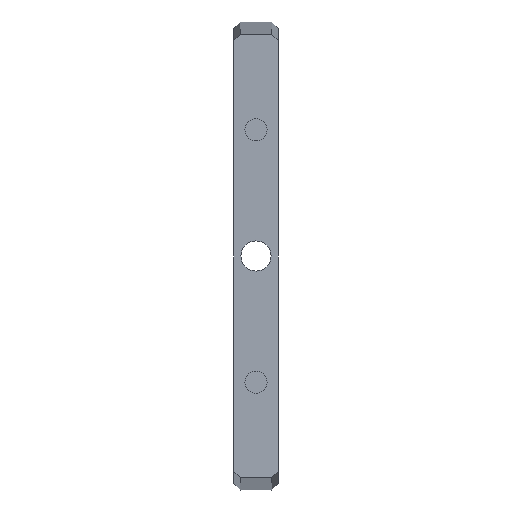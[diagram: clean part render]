
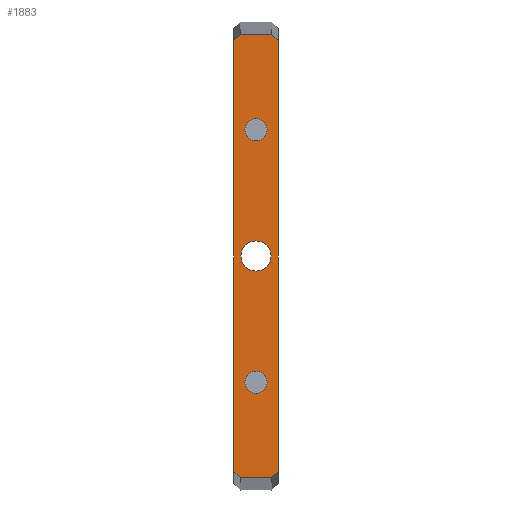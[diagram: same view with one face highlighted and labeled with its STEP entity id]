
A CAD part, left-side view. The second image highlights one B-rep face of the part: STEP entity #1883.
In plain terms, the highlighted planar face has unit normal (-1, 0, 0).
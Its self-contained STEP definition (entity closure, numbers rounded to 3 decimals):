
#15=(
BOUNDED_CURVE()
B_SPLINE_CURVE(2,(#3230,#3231,#3232),.UNSPECIFIED.,.F.,.F.)
B_SPLINE_CURVE_WITH_KNOTS((3,3),(1.698,1.983),
 .UNSPECIFIED.)
CURVE()
GEOMETRIC_REPRESENTATION_ITEM()
RATIONAL_B_SPLINE_CURVE((1.,1.,1.))
REPRESENTATION_ITEM('')
);
#17=(
BOUNDED_CURVE()
B_SPLINE_CURVE(2,(#3241,#3242,#3243),.UNSPECIFIED.,.F.,.F.)
B_SPLINE_CURVE_WITH_KNOTS((3,3),(0.,0.284),.UNSPECIFIED.)
CURVE()
GEOMETRIC_REPRESENTATION_ITEM()
RATIONAL_B_SPLINE_CURVE((1.,1.,1.))
REPRESENTATION_ITEM('')
);
#18=(
BOUNDED_CURVE()
B_SPLINE_CURVE(2,(#3245,#3246,#3247),.UNSPECIFIED.,.F.,.F.)
B_SPLINE_CURVE_WITH_KNOTS((3,3),(1.698,1.983),
 .UNSPECIFIED.)
CURVE()
GEOMETRIC_REPRESENTATION_ITEM()
RATIONAL_B_SPLINE_CURVE((1.,1.,1.))
REPRESENTATION_ITEM('')
);
#19=(
BOUNDED_CURVE()
B_SPLINE_CURVE(2,(#3250,#3251,#3252),.UNSPECIFIED.,.F.,.F.)
B_SPLINE_CURVE_WITH_KNOTS((3,3),(0.,0.284),.UNSPECIFIED.)
CURVE()
GEOMETRIC_REPRESENTATION_ITEM()
RATIONAL_B_SPLINE_CURVE((1.,1.,1.))
REPRESENTATION_ITEM('')
);
#39=FACE_BOUND('',#311,.T.);
#40=FACE_BOUND('',#312,.T.);
#41=FACE_BOUND('',#313,.T.);
#55=CIRCLE('',#2104,3.5);
#56=CIRCLE('',#2106,3.5);
#57=CIRCLE('',#2108,4.763);
#113=PLANE('',#2112);
#203=FACE_OUTER_BOUND('',#310,.T.);
#310=EDGE_LOOP('',(#1714,#1715,#1716,#1717,#1718,#1719,#1720,#1721));
#311=EDGE_LOOP('',(#1722));
#312=EDGE_LOOP('',(#1723));
#313=EDGE_LOOP('',(#1724));
#442=LINE('',#3141,#599);
#448=LINE('',#3154,#605);
#476=LINE('',#3240,#633);
#477=LINE('',#3249,#634);
#599=VECTOR('',#2559,10.);
#605=VECTOR('',#2573,10.);
#633=VECTOR('',#2677,10.);
#634=VECTOR('',#2678,10.);
#894=VERTEX_POINT('',#3135);
#896=VERTEX_POINT('',#3139);
#897=VERTEX_POINT('',#3150);
#899=VERTEX_POINT('',#3153);
#907=VERTEX_POINT('',#3215);
#908=VERTEX_POINT('',#3219);
#909=VERTEX_POINT('',#3223);
#911=VERTEX_POINT('',#3229);
#913=VERTEX_POINT('',#3239);
#914=VERTEX_POINT('',#3244);
#915=VERTEX_POINT('',#3248);
#1136=EDGE_CURVE('',#894,#896,#442,.T.);
#1143=EDGE_CURVE('',#897,#899,#448,.T.);
#1175=EDGE_CURVE('',#907,#907,#55,.T.);
#1177=EDGE_CURVE('',#908,#908,#56,.T.);
#1179=EDGE_CURVE('',#909,#909,#57,.T.);
#1182=EDGE_CURVE('',#911,#897,#15,.T.);
#1185=EDGE_CURVE('',#913,#911,#476,.T.);
#1186=EDGE_CURVE('',#894,#913,#17,.T.);
#1187=EDGE_CURVE('',#914,#896,#18,.T.);
#1188=EDGE_CURVE('',#914,#915,#477,.T.);
#1189=EDGE_CURVE('',#899,#915,#19,.T.);
#1714=ORIENTED_EDGE('',*,*,#1182,.F.);
#1715=ORIENTED_EDGE('',*,*,#1185,.F.);
#1716=ORIENTED_EDGE('',*,*,#1186,.F.);
#1717=ORIENTED_EDGE('',*,*,#1136,.T.);
#1718=ORIENTED_EDGE('',*,*,#1187,.F.);
#1719=ORIENTED_EDGE('',*,*,#1188,.T.);
#1720=ORIENTED_EDGE('',*,*,#1189,.F.);
#1721=ORIENTED_EDGE('',*,*,#1143,.F.);
#1722=ORIENTED_EDGE('',*,*,#1175,.T.);
#1723=ORIENTED_EDGE('',*,*,#1177,.T.);
#1724=ORIENTED_EDGE('',*,*,#1179,.T.);
#1883=ADVANCED_FACE('',(#203,#39,#40,#41),#113,.T.);
#2104=AXIS2_PLACEMENT_3D('',#3216,#2656,#2657);
#2106=AXIS2_PLACEMENT_3D('',#3220,#2661,#2662);
#2108=AXIS2_PLACEMENT_3D('',#3224,#2666,#2667);
#2112=AXIS2_PLACEMENT_3D('',#3238,#2675,#2676);
#2559=DIRECTION('',(0.,0.,1.));
#2573=DIRECTION('',(0.,0.,1.));
#2656=DIRECTION('center_axis',(1.,0.,0.));
#2657=DIRECTION('ref_axis',(0.,0.,-1.));
#2661=DIRECTION('center_axis',(1.,0.,0.));
#2662=DIRECTION('ref_axis',(0.,0.,-1.));
#2666=DIRECTION('center_axis',(1.,0.,0.));
#2667=DIRECTION('ref_axis',(0.,0.,-1.));
#2675=DIRECTION('center_axis',(-1.,0.,0.));
#2676=DIRECTION('ref_axis',(0.,0.,1.));
#2677=DIRECTION('',(0.,1.,0.));
#2678=DIRECTION('',(0.,1.,0.));
#3135=CARTESIAN_POINT('',(-120.,0.,-68.072));
#3139=CARTESIAN_POINT('',(-120.,0.,68.072));
#3141=CARTESIAN_POINT('',(-120.,0.,-70.078));
#3150=CARTESIAN_POINT('',(-120.,14.,-68.072));
#3153=CARTESIAN_POINT('',(-120.,14.,68.072));
#3154=CARTESIAN_POINT('',(-120.,14.,-70.078));
#3215=CARTESIAN_POINT('',(-120.,7.,43.5));
#3216=CARTESIAN_POINT('Origin',(-120.,7.,40.));
#3219=CARTESIAN_POINT('',(-120.,7.,-36.5));
#3220=CARTESIAN_POINT('Origin',(-120.,7.,-40.));
#3223=CARTESIAN_POINT('',(-120.,7.,4.763));
#3224=CARTESIAN_POINT('Origin',(-120.,7.,0.));
#3229=CARTESIAN_POINT('',(-120.,12.,-70.078));
#3230=CARTESIAN_POINT('Ctrl Pts',(-120.,12.,-70.078));
#3231=CARTESIAN_POINT('Ctrl Pts',(-120.,13.001,-69.074));
#3232=CARTESIAN_POINT('Ctrl Pts',(-120.,14.,-68.072));
#3238=CARTESIAN_POINT('Origin',(-120.,0.,-70.078));
#3239=CARTESIAN_POINT('',(-120.,2.,-70.078));
#3240=CARTESIAN_POINT('',(-120.,0.,-70.078));
#3241=CARTESIAN_POINT('Ctrl Pts',(-120.,0.,-68.072));
#3242=CARTESIAN_POINT('Ctrl Pts',(-120.,0.999,-69.074));
#3243=CARTESIAN_POINT('Ctrl Pts',(-120.,2.,-70.078));
#3244=CARTESIAN_POINT('',(-120.,2.,70.078));
#3245=CARTESIAN_POINT('Ctrl Pts',(-120.,2.,70.078));
#3246=CARTESIAN_POINT('Ctrl Pts',(-120.,0.999,69.074));
#3247=CARTESIAN_POINT('Ctrl Pts',(-120.,0.,68.072));
#3248=CARTESIAN_POINT('',(-120.,12.,70.078));
#3249=CARTESIAN_POINT('',(-120.,0.,70.078));
#3250=CARTESIAN_POINT('Ctrl Pts',(-120.,14.,68.072));
#3251=CARTESIAN_POINT('Ctrl Pts',(-120.,13.001,69.074));
#3252=CARTESIAN_POINT('Ctrl Pts',(-120.,12.,70.078));
